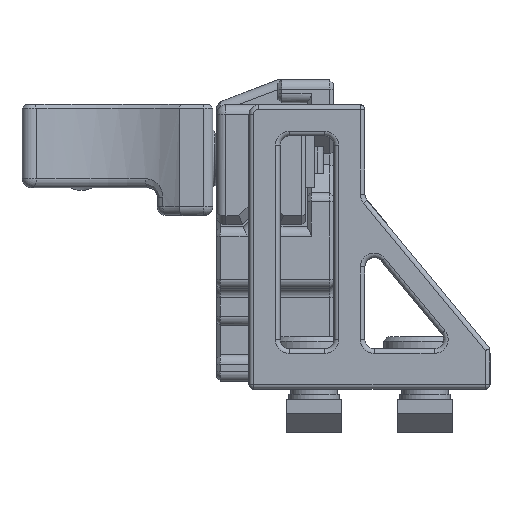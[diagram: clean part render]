
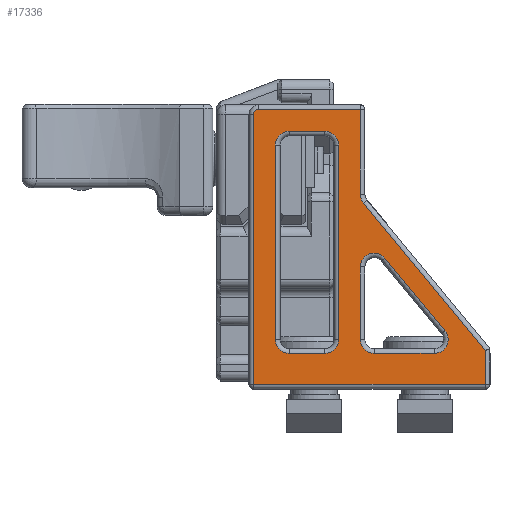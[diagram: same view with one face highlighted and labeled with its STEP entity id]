
A CAD part, left-side view. The second image highlights one B-rep face of the part: STEP entity #17336.
In plain terms, the highlighted planar face has unit normal (-1, 0, 0).
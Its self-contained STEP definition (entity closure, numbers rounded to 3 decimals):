
#2624=LINE('',#40343,#4120);
#2625=LINE('',#40354,#4121);
#2627=LINE('',#40366,#4123);
#2639=LINE('',#40418,#4135);
#2640=LINE('',#40422,#4136);
#2641=LINE('',#40424,#4137);
#2642=LINE('',#40426,#4138);
#2643=LINE('',#40428,#4139);
#2644=LINE('',#40431,#4140);
#2645=LINE('',#40436,#4141);
#2646=LINE('',#40440,#4142);
#2647=LINE('',#40444,#4143);
#2648=LINE('',#40447,#4144);
#4120=VECTOR('',#23024,10.);
#4121=VECTOR('',#23037,10.);
#4123=VECTOR('',#23051,10.);
#4135=VECTOR('',#23085,10.);
#4136=VECTOR('',#23088,10.);
#4137=VECTOR('',#23089,10.);
#4138=VECTOR('',#23090,10.);
#4139=VECTOR('',#23091,10.);
#4140=VECTOR('',#23094,10.);
#4141=VECTOR('',#23097,10.);
#4142=VECTOR('',#23100,10.);
#4143=VECTOR('',#23103,10.);
#4144=VECTOR('',#23106,10.);
#4271=FACE_BOUND('',#6229,.T.);
#4272=FACE_BOUND('',#6230,.T.);
#5175=FACE_OUTER_BOUND('',#6228,.T.);
#6228=EDGE_LOOP('',(#15476,#15477,#15478,#15479,#15480,#15481,#15482,#15483));
#6229=EDGE_LOOP('',(#15484,#15485,#15486,#15487,#15488,#15489,#15490,#15491));
#6230=EDGE_LOOP('',(#15492,#15493,#15494,#15495,#15496,#15497));
#6716=CIRCLE('',#18819,1.5);
#6720=CIRCLE('',#18825,1.5);
#6724=CIRCLE('',#18831,1.5);
#6727=CIRCLE('',#18840,0.5);
#6728=CIRCLE('',#18841,1.5);
#6729=CIRCLE('',#18842,1.5);
#6730=CIRCLE('',#18843,1.5);
#6731=CIRCLE('',#18844,1.5);
#6732=CIRCLE('',#18845,1.5);
#8258=VERTEX_POINT('',#40336);
#8261=VERTEX_POINT('',#40341);
#8263=VERTEX_POINT('',#40346);
#8265=VERTEX_POINT('',#40352);
#8267=VERTEX_POINT('',#40358);
#8269=VERTEX_POINT('',#40364);
#8283=VERTEX_POINT('',#40416);
#8284=VERTEX_POINT('',#40417);
#8285=VERTEX_POINT('',#40419);
#8286=VERTEX_POINT('',#40421);
#8287=VERTEX_POINT('',#40423);
#8288=VERTEX_POINT('',#40425);
#8289=VERTEX_POINT('',#40427);
#8290=VERTEX_POINT('',#40429);
#8291=VERTEX_POINT('',#40432);
#8292=VERTEX_POINT('',#40433);
#8293=VERTEX_POINT('',#40435);
#8294=VERTEX_POINT('',#40437);
#8295=VERTEX_POINT('',#40439);
#8296=VERTEX_POINT('',#40441);
#8297=VERTEX_POINT('',#40443);
#8298=VERTEX_POINT('',#40445);
#10666=EDGE_CURVE('',#8261,#8258,#2624,.T.);
#10668=EDGE_CURVE('',#8263,#8261,#6716,.T.);
#10671=EDGE_CURVE('',#8265,#8263,#2625,.T.);
#10674=EDGE_CURVE('',#8267,#8265,#6720,.T.);
#10677=EDGE_CURVE('',#8269,#8267,#2627,.T.);
#10680=EDGE_CURVE('',#8258,#8269,#6724,.T.);
#10697=EDGE_CURVE('',#8283,#8284,#2639,.T.);
#10698=EDGE_CURVE('',#8285,#8283,#6727,.T.);
#10699=EDGE_CURVE('',#8286,#8285,#2640,.T.);
#10700=EDGE_CURVE('',#8287,#8286,#2641,.T.);
#10701=EDGE_CURVE('',#8288,#8287,#2642,.T.);
#10702=EDGE_CURVE('',#8289,#8288,#2643,.T.);
#10703=EDGE_CURVE('',#8290,#8289,#6728,.T.);
#10704=EDGE_CURVE('',#8284,#8290,#2644,.T.);
#10705=EDGE_CURVE('',#8291,#8292,#6729,.T.);
#10706=EDGE_CURVE('',#8293,#8291,#2645,.T.);
#10707=EDGE_CURVE('',#8294,#8293,#6730,.T.);
#10708=EDGE_CURVE('',#8295,#8294,#2646,.T.);
#10709=EDGE_CURVE('',#8296,#8295,#6731,.T.);
#10710=EDGE_CURVE('',#8297,#8296,#2647,.T.);
#10711=EDGE_CURVE('',#8298,#8297,#6732,.T.);
#10712=EDGE_CURVE('',#8292,#8298,#2648,.T.);
#15476=ORIENTED_EDGE('',*,*,#10697,.F.);
#15477=ORIENTED_EDGE('',*,*,#10698,.F.);
#15478=ORIENTED_EDGE('',*,*,#10699,.F.);
#15479=ORIENTED_EDGE('',*,*,#10700,.F.);
#15480=ORIENTED_EDGE('',*,*,#10701,.F.);
#15481=ORIENTED_EDGE('',*,*,#10702,.F.);
#15482=ORIENTED_EDGE('',*,*,#10703,.F.);
#15483=ORIENTED_EDGE('',*,*,#10704,.F.);
#15484=ORIENTED_EDGE('',*,*,#10705,.F.);
#15485=ORIENTED_EDGE('',*,*,#10706,.F.);
#15486=ORIENTED_EDGE('',*,*,#10707,.F.);
#15487=ORIENTED_EDGE('',*,*,#10708,.F.);
#15488=ORIENTED_EDGE('',*,*,#10709,.F.);
#15489=ORIENTED_EDGE('',*,*,#10710,.F.);
#15490=ORIENTED_EDGE('',*,*,#10711,.F.);
#15491=ORIENTED_EDGE('',*,*,#10712,.F.);
#15492=ORIENTED_EDGE('',*,*,#10666,.F.);
#15493=ORIENTED_EDGE('',*,*,#10668,.F.);
#15494=ORIENTED_EDGE('',*,*,#10671,.F.);
#15495=ORIENTED_EDGE('',*,*,#10674,.F.);
#15496=ORIENTED_EDGE('',*,*,#10677,.F.);
#15497=ORIENTED_EDGE('',*,*,#10680,.F.);
#16420=PLANE('',#18839);
#17336=ADVANCED_FACE('',(#5175,#4271,#4272),#16420,.T.);
#18819=AXIS2_PLACEMENT_3D('',#40348,#23029,#23030);
#18825=AXIS2_PLACEMENT_3D('',#40360,#23043,#23044);
#18831=AXIS2_PLACEMENT_3D('',#40370,#23057,#23058);
#18839=AXIS2_PLACEMENT_3D('',#40415,#23083,#23084);
#18840=AXIS2_PLACEMENT_3D('',#40420,#23086,#23087);
#18841=AXIS2_PLACEMENT_3D('',#40430,#23092,#23093);
#18842=AXIS2_PLACEMENT_3D('',#40434,#23095,#23096);
#18843=AXIS2_PLACEMENT_3D('',#40438,#23098,#23099);
#18844=AXIS2_PLACEMENT_3D('',#40442,#23101,#23102);
#18845=AXIS2_PLACEMENT_3D('',#40446,#23104,#23105);
#23024=DIRECTION('',(0.,0.,-1.));
#23029=DIRECTION('center_axis',(-1.,0.,0.));
#23030=DIRECTION('ref_axis',(0.,0.339,0.941));
#23037=DIRECTION('',(0.,0.637,0.771));
#23043=DIRECTION('center_axis',(-1.,0.,0.));
#23044=DIRECTION('ref_axis',(0.,-0.905,-0.426));
#23051=DIRECTION('',(0.,-1.,0.));
#23057=DIRECTION('center_axis',(-1.,0.,0.));
#23058=DIRECTION('ref_axis',(0.,0.707,-0.707));
#23083=DIRECTION('center_axis',(-1.,0.,0.));
#23084=DIRECTION('ref_axis',(0.,1.,0.));
#23085=DIRECTION('',(0.,-1.,0.));
#23086=DIRECTION('center_axis',(1.,0.,0.));
#23087=DIRECTION('ref_axis',(0.,0.707,0.707));
#23088=DIRECTION('',(0.,0.,1.));
#23089=DIRECTION('',(0.,1.,0.));
#23090=DIRECTION('',(0.,0.,-1.));
#23091=DIRECTION('',(0.,-0.637,-0.771));
#23092=DIRECTION('center_axis',(-1.,0.,0.));
#23093=DIRECTION('ref_axis',(0.,0.941,-0.339));
#23094=DIRECTION('',(0.,0.,-1.));
#23095=DIRECTION('center_axis',(-1.,0.,0.));
#23096=DIRECTION('ref_axis',(0.,-0.707,-0.707));
#23097=DIRECTION('',(0.,-1.,0.));
#23098=DIRECTION('center_axis',(-1.,0.,0.));
#23099=DIRECTION('ref_axis',(0.,0.707,-0.707));
#23100=DIRECTION('',(0.,0.,-1.));
#23101=DIRECTION('center_axis',(-1.,0.,0.));
#23102=DIRECTION('ref_axis',(0.,0.707,0.707));
#23103=DIRECTION('',(0.,1.,0.));
#23104=DIRECTION('center_axis',(-1.,0.,0.));
#23105=DIRECTION('ref_axis',(0.,-0.707,0.707));
#23106=DIRECTION('',(0.,0.,1.));
#40336=CARTESIAN_POINT('',(114.025,-54.,-1.5));
#40341=CARTESIAN_POINT('',(114.025,-54.,6.323));
#40343=CARTESIAN_POINT('',(114.025,-54.,-1.25));
#40346=CARTESIAN_POINT('',(114.025,-56.656,7.279));
#40348=CARTESIAN_POINT('Origin',(114.025,-55.5,6.323));
#40352=CARTESIAN_POINT('',(114.025,-63.125,-0.544));
#40354=CARTESIAN_POINT('',(114.025,-65.269,-3.137));
#40358=CARTESIAN_POINT('',(114.025,-61.968,-3.));
#40360=CARTESIAN_POINT('Origin',(114.025,-61.968,-1.5));
#40364=CARTESIAN_POINT('',(114.025,-55.5,-3.));
#40366=CARTESIAN_POINT('',(114.025,-61.486,-3.));
#40370=CARTESIAN_POINT('Origin',(114.025,-55.5,-1.5));
#40415=CARTESIAN_POINT('Origin',(114.025,-67.986,-2.5));
#40416=CARTESIAN_POINT('',(114.025,-42.986,23.31));
#40417=CARTESIAN_POINT('',(114.025,-54.,23.31));
#40418=CARTESIAN_POINT('',(114.025,-58.114,23.31));
#40419=CARTESIAN_POINT('',(114.025,-42.486,22.81));
#40420=CARTESIAN_POINT('Origin',(114.025,-42.986,22.81));
#40421=CARTESIAN_POINT('',(114.025,-42.486,-6.35));
#40422=CARTESIAN_POINT('',(114.025,-42.486,-2.5));
#40423=CARTESIAN_POINT('',(114.025,-67.486,-6.35));
#40424=CARTESIAN_POINT('',(114.025,-61.486,-6.35));
#40425=CARTESIAN_POINT('',(114.025,-67.486,-2.68));
#40426=CARTESIAN_POINT('',(114.025,-67.486,-2.5));
#40427=CARTESIAN_POINT('',(114.025,-54.344,13.214));
#40428=CARTESIAN_POINT('',(114.025,-60.857,5.336));
#40429=CARTESIAN_POINT('',(114.025,-54.,14.17));
#40430=CARTESIAN_POINT('Origin',(114.025,-55.5,14.17));
#40431=CARTESIAN_POINT('',(114.025,-54.,-1.25));
#40432=CARTESIAN_POINT('',(114.025,-50.15,-3.));
#40433=CARTESIAN_POINT('',(114.025,-51.65,-1.5));
#40434=CARTESIAN_POINT('Origin',(114.025,-50.15,-1.5));
#40435=CARTESIAN_POINT('',(114.025,-46.336,-3.));
#40436=CARTESIAN_POINT('',(114.025,-61.486,-3.));
#40437=CARTESIAN_POINT('',(114.025,-44.836,-1.5));
#40438=CARTESIAN_POINT('Origin',(114.025,-46.336,-1.5));
#40439=CARTESIAN_POINT('',(114.025,-44.836,19.46));
#40440=CARTESIAN_POINT('',(114.025,-44.836,-2.5));
#40441=CARTESIAN_POINT('',(114.025,-46.336,20.96));
#40442=CARTESIAN_POINT('Origin',(114.025,-46.336,19.46));
#40443=CARTESIAN_POINT('',(114.025,-50.15,20.96));
#40444=CARTESIAN_POINT('',(114.025,-56.661,20.96));
#40445=CARTESIAN_POINT('',(114.025,-51.65,19.46));
#40446=CARTESIAN_POINT('Origin',(114.025,-50.15,19.46));
#40447=CARTESIAN_POINT('',(114.025,-51.65,8.98));
